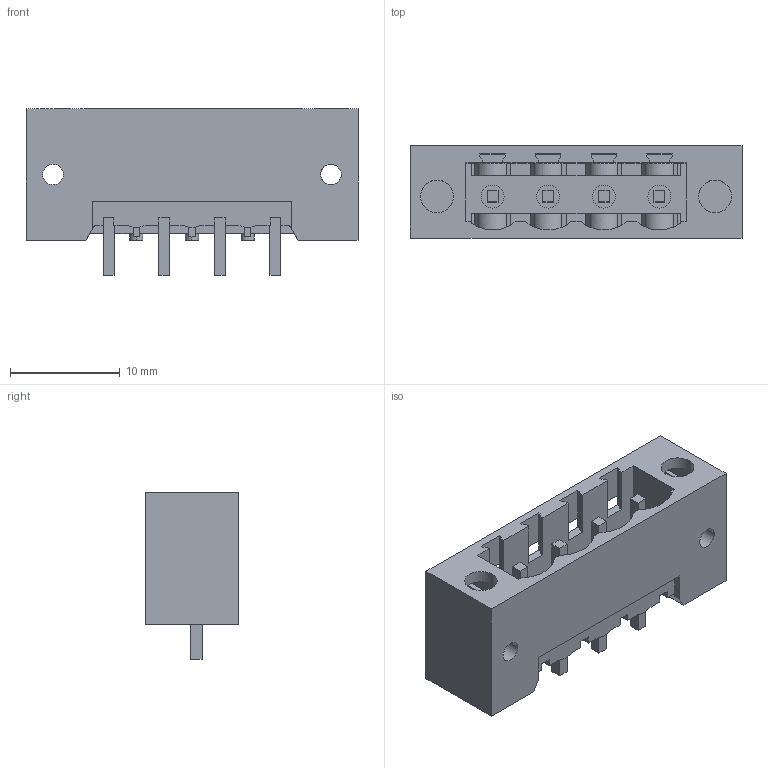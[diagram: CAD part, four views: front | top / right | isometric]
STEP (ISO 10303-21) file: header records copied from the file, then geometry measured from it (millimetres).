
FILE_DESCRIPTION(('CATIA V5 STEP Exchange','CAx-IF Rec.Pracs.--- Model Styling and Organization---1.2---2011-12-15'),'2;1');
FILE_NAME ('D1456983_0_1837870000_1837870000.stp','2018-03-21T14:08:25+00:00',('none'),('Weidmueller'),'CATIA Version 5-6 Release 2014','CATIA V5 STEP AP214','none');
FILE_SCHEMA(('AUTOMOTIVE_DESIGN { 1 0 10303 214 1 1 1 1 }'));
Length unit declared in the file: millimetre
Products named in the file (1): 1837870000
Bounding box: 30.32 x 8.43 x 15.2 mm (x, y, z)
Volume: 1256.2 mm3; surface area: 2937.9 mm2
Topology: 5 solids, 5 shells, 309 faces, 941 edges, 641 vertices
Faces by surface type: plane 260, cylinder 45, extrusion 4
Entity records: 10846 total; most frequent: CARTESIAN_POINT 2447, ORIENTED_EDGE 1882, DIRECTION 1478, EDGE_CURVE 941, VECTOR 792, LINE 788, VERTEX_POINT 641, AXIS2_PLACEMENT_3D 381
